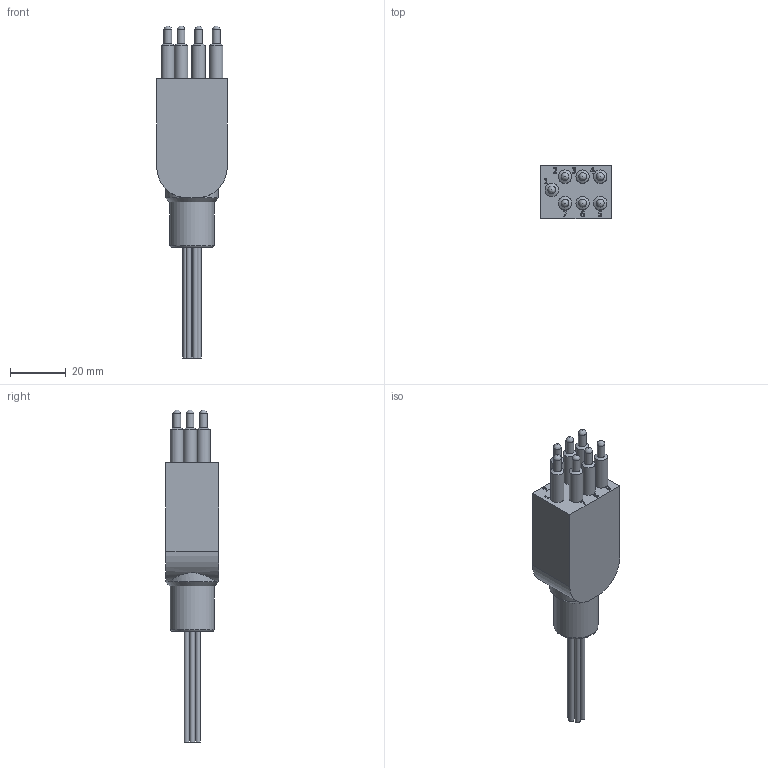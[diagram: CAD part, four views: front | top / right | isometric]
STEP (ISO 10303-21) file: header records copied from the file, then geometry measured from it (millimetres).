
FILE_DESCRIPTION(/* description */ (''),/* implementation_level */ '2;1');
FILE_NAME(/* name */ 'LPOM7M.stp',/* time_stamp */ '2015-03-23T09:06:22+01:00',/* author */ ('sh'),/* organization */ (''),/* preprocessor_version */ 'ST-DEVELOPER v15.2',/* originating_system */ 'Autodesk Inventor 2014',/* authorisation */ '');
FILE_SCHEMA (('AUTOMOTIVE_DESIGN { 1 0 10303 214 3 1 1 }'));
Length unit declared in the file: inch
Products named in the file (1): LPOM7M
Bounding box: 25.4 x 19.25 x 119.58 mm (x, y, z)
Volume: 26224.9 mm3; surface area: 12246.8 mm2
Topology: 16 solids, 16 shells, 341 faces, 863 edges, 574 vertices
Faces by surface type: plane 160, bspline 118, cylinder 42, cone 16, torus 5
Full cylindrical faces by diameter (mm): 1.778 x7, 2.032 x7, 2.779 x7, 4.826 x7, 11.049 x1, 12.827 x1, 15.875 x1
Entity records: 13383 total; most frequent: CARTESIAN_POINT 6144, ORIENTED_EDGE 1564, DIRECTION 1084, EDGE_CURVE 782, VERTEX_POINT 545, LINE 422, VECTOR 422, EDGE_LOOP 415
